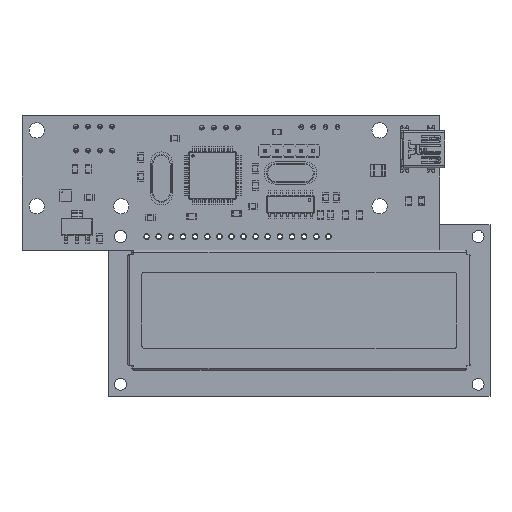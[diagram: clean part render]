
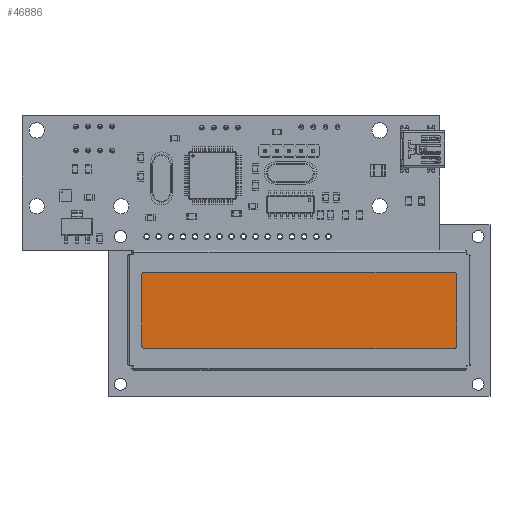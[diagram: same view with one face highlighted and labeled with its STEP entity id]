
A CAD part, top view. The second image highlights one B-rep face of the part: STEP entity #46886.
In plain terms, the highlighted planar face has unit normal (0, 0, 1).
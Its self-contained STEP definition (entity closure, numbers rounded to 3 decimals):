
#45441 = EDGE_CURVE('',#45442,#45444,#45446,.T.);
#45442 = VERTEX_POINT('',#45443);
#45443 = CARTESIAN_POINT('',(65.,-8.,15.));
#45444 = VERTEX_POINT('',#45445);
#45445 = CARTESIAN_POINT('',(64.5,-7.5,15.));
#45446 = CIRCLE('',#45447,0.5);
#45447 = AXIS2_PLACEMENT_3D('',#45448,#45449,#45450);
#45448 = CARTESIAN_POINT('',(64.5,-8.,15.));
#45449 = DIRECTION('',(-0.,0.,1.));
#45450 = DIRECTION('',(0.,-1.,0.));
#45452 = EDGE_CURVE('',#45453,#45442,#45455,.T.);
#45453 = VERTEX_POINT('',#45454);
#45454 = CARTESIAN_POINT('',(65.,-23.,15.));
#45455 = LINE('',#45456,#45457);
#45456 = CARTESIAN_POINT('',(65.,-23.5,15.));
#45457 = VECTOR('',#45458,1.);
#45458 = DIRECTION('',(0.,1.,0.));
#45460 = EDGE_CURVE('',#45453,#45461,#45463,.T.);
#45461 = VERTEX_POINT('',#45462);
#45462 = CARTESIAN_POINT('',(64.5,-23.5,15.));
#45463 = CIRCLE('',#45464,0.5);
#45464 = AXIS2_PLACEMENT_3D('',#45465,#45466,#45467);
#45465 = CARTESIAN_POINT('',(64.5,-23.,15.));
#45466 = DIRECTION('',(-0.,-0.,-1.));
#45467 = DIRECTION('',(0.,-1.,0.));
#45469 = EDGE_CURVE('',#45470,#45461,#45472,.T.);
#45470 = VERTEX_POINT('',#45471);
#45471 = CARTESIAN_POINT('',(-0.5,-23.5,15.));
#45472 = LINE('',#45473,#45474);
#45473 = CARTESIAN_POINT('',(-1.,-23.5,15.));
#45474 = VECTOR('',#45475,1.);
#45475 = DIRECTION('',(1.,0.,0.));
#45477 = EDGE_CURVE('',#45470,#45478,#45480,.T.);
#45478 = VERTEX_POINT('',#45479);
#45479 = CARTESIAN_POINT('',(-1.,-23.,15.));
#45480 = CIRCLE('',#45481,0.5);
#45481 = AXIS2_PLACEMENT_3D('',#45482,#45483,#45484);
#45482 = CARTESIAN_POINT('',(-0.5,-23.,15.));
#45483 = DIRECTION('',(-0.,-0.,-1.));
#45484 = DIRECTION('',(0.,-1.,0.));
#45486 = EDGE_CURVE('',#45478,#45487,#45489,.T.);
#45487 = VERTEX_POINT('',#45488);
#45488 = CARTESIAN_POINT('',(-1.,-8.,15.));
#45489 = LINE('',#45490,#45491);
#45490 = CARTESIAN_POINT('',(-1.,-23.5,15.));
#45491 = VECTOR('',#45492,1.);
#45492 = DIRECTION('',(0.,1.,0.));
#45494 = EDGE_CURVE('',#45487,#45495,#45497,.T.);
#45495 = VERTEX_POINT('',#45496);
#45496 = CARTESIAN_POINT('',(-0.5,-7.5,15.));
#45497 = CIRCLE('',#45498,0.5);
#45498 = AXIS2_PLACEMENT_3D('',#45499,#45500,#45501);
#45499 = CARTESIAN_POINT('',(-0.5,-8.,15.));
#45500 = DIRECTION('',(-0.,-0.,-1.));
#45501 = DIRECTION('',(0.,-1.,0.));
#45503 = EDGE_CURVE('',#45495,#45444,#45504,.T.);
#45504 = LINE('',#45505,#45506);
#45505 = CARTESIAN_POINT('',(-1.,-7.5,15.));
#45506 = VECTOR('',#45507,1.);
#45507 = DIRECTION('',(1.,0.,0.));
#46886 = ADVANCED_FACE('',(#46887),#46897,.T.);
#46887 = FACE_BOUND('',#46888,.T.);
#46888 = EDGE_LOOP('',(#46889,#46890,#46891,#46892,#46893,#46894,#46895,
    #46896));
#46889 = ORIENTED_EDGE('',*,*,#45486,.F.);
#46890 = ORIENTED_EDGE('',*,*,#45477,.F.);
#46891 = ORIENTED_EDGE('',*,*,#45469,.T.);
#46892 = ORIENTED_EDGE('',*,*,#45460,.F.);
#46893 = ORIENTED_EDGE('',*,*,#45452,.T.);
#46894 = ORIENTED_EDGE('',*,*,#45441,.T.);
#46895 = ORIENTED_EDGE('',*,*,#45503,.F.);
#46896 = ORIENTED_EDGE('',*,*,#45494,.F.);
#46897 = PLANE('',#46898);
#46898 = AXIS2_PLACEMENT_3D('',#46899,#46900,#46901);
#46899 = CARTESIAN_POINT('',(-1.,-23.5,15.));
#46900 = DIRECTION('',(0.,0.,1.));
#46901 = DIRECTION('',(1.,0.,-0.));
